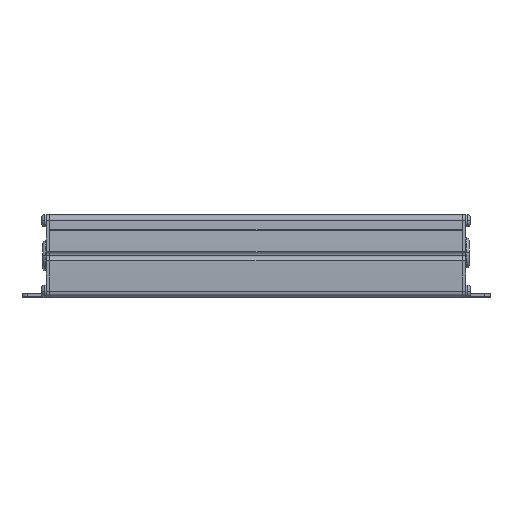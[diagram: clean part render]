
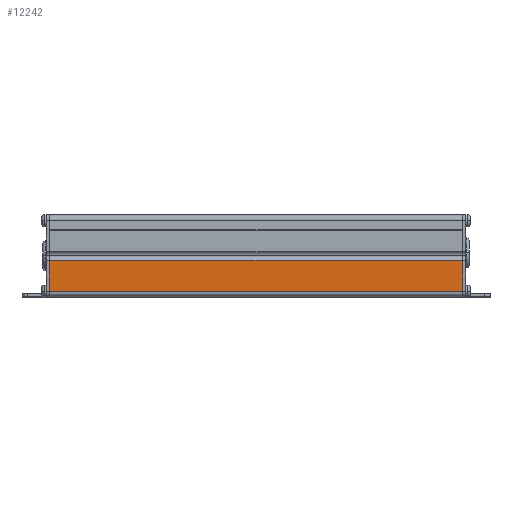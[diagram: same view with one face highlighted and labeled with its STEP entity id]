
A CAD part, top view. The second image highlights one B-rep face of the part: STEP entity #12242.
In plain terms, the highlighted cylindrical face has radius 465.95 mm (diameter 931.9 mm), a partial arc.
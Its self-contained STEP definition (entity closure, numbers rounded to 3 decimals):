
#658 = VECTOR ( 'NONE', #1552, 1000. ) ;
#673 = VECTOR ( 'NONE', #1581, 1000. ) ;
#1125 = AXIS2_PLACEMENT_3D ( 'NONE', #2186, #2190, #2191 ) ;
#1550 = LINE ( 'NONE', #1551, #658 ) ;
#1551 = CARTESIAN_POINT ( 'NONE',  ( -98., 2.386, 33.515 ) ) ;
#1552 = DIRECTION ( 'NONE',  ( 1., 0., 0. ) ) ;
#1579 = LINE ( 'NONE', #1580, #673 ) ;
#1580 = CARTESIAN_POINT ( 'NONE',  ( -98., 17.481, 33.959 ) ) ;
#1581 = DIRECTION ( 'NONE',  ( 1., 0., 0. ) ) ;
#2186 = CARTESIAN_POINT ( 'NONE',  ( 97.95, 23.639, -431.95 ) ) ;
#2190 = DIRECTION ( 'NONE',  ( 1., 0., 0. ) ) ;
#2191 = DIRECTION ( 'NONE',  ( 0., 0., -1. ) ) ;
#3125 = EDGE_CURVE ( 'NONE', #9347, #9558, #1550, .T. ) ;
#3134 = EDGE_CURVE ( 'NONE', #9507, #9583, #1579, .T. ) ;
#3321 = EDGE_CURVE ( 'NONE', #9583, #9558, #3879, .T. ) ;
#3879 = CIRCLE ( 'NONE', #1125, 465.95 ) ;
#4174 = CIRCLE ( 'NONE', #10243, 465.95 ) ;
#4969 = CARTESIAN_POINT ( 'NONE',  ( -98., 23.639, -431.95 ) ) ;
#4970 = DIRECTION ( 'NONE',  ( 1., 0., 0. ) ) ;
#4971 = DIRECTION ( 'NONE',  ( 0., 0., -1. ) ) ;
#5306 = CARTESIAN_POINT ( 'NONE',  ( -97.95, 23.639, -431.95 ) ) ;
#5307 = DIRECTION ( 'NONE',  ( 1., 0., 0. ) ) ;
#5308 = DIRECTION ( 'NONE',  ( 0., 0., -1. ) ) ;
#7716 = CARTESIAN_POINT ( 'NONE',  ( -97.95, 2.386, 33.515 ) ) ;
#7876 = CARTESIAN_POINT ( 'NONE',  ( -97.95, 17.481, 33.959 ) ) ;
#7927 = CARTESIAN_POINT ( 'NONE',  ( 97.95, 2.386, 33.515 ) ) ;
#7952 = CARTESIAN_POINT ( 'NONE',  ( 97.95, 17.481, 33.959 ) ) ;
#9004 = EDGE_LOOP ( 'NONE', ( #11781, #11843, #11488, #11392 ) ) ;
#9347 = VERTEX_POINT ( 'NONE', #7716 ) ;
#9507 = VERTEX_POINT ( 'NONE', #7876 ) ;
#9558 = VERTEX_POINT ( 'NONE', #7927 ) ;
#9583 = VERTEX_POINT ( 'NONE', #7952 ) ;
#10243 = AXIS2_PLACEMENT_3D ( 'NONE', #5306, #5307, #5308 ) ;
#10349 = CYLINDRICAL_SURFACE ( 'NONE', #10501, 465.95 ) ;
#10501 = AXIS2_PLACEMENT_3D ( 'NONE', #4969, #4970, #4971 ) ;
#10503 = FACE_OUTER_BOUND ( 'NONE', #9004, .T. ) ;
#11392 = ORIENTED_EDGE ( 'NONE', *, *, #3134, .F. ) ;
#11488 = ORIENTED_EDGE ( 'NONE', *, *, #3321, .F. ) ;
#11781 = ORIENTED_EDGE ( 'NONE', *, *, #12343, .T. ) ;
#11843 = ORIENTED_EDGE ( 'NONE', *, *, #3125, .T. ) ;
#12242 = ADVANCED_FACE ( 'NONE', ( #10503 ), #10349, .T. ) ;
#12343 = EDGE_CURVE ( 'NONE', #9507, #9347, #4174, .T. ) ;
